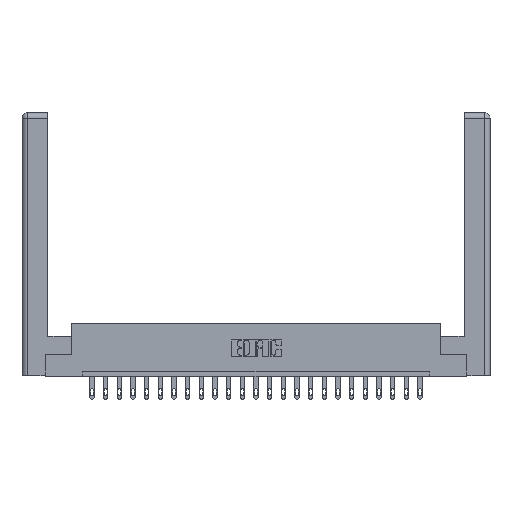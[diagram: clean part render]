
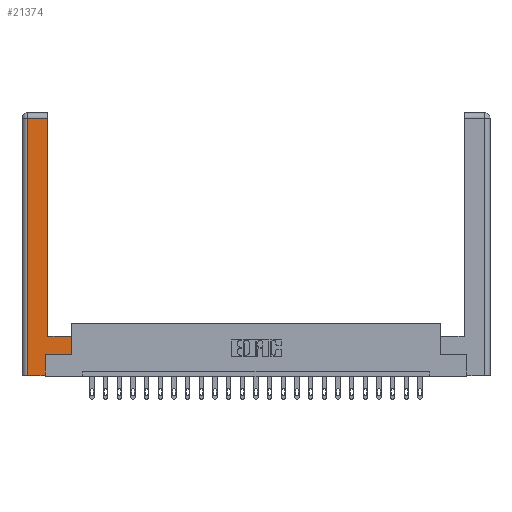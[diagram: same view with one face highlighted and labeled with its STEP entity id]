
A CAD part, top view. The second image highlights one B-rep face of the part: STEP entity #21374.
In plain terms, the highlighted planar face has unit normal (0, 0, 1).
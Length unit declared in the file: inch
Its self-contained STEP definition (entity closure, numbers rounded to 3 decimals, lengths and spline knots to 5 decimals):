
#14 = CARTESIAN_POINT ( 'NONE',  ( 0.565, 0.45, 0. ) ) ;
#723 = CARTESIAN_POINT ( 'NONE',  ( 0.565, 0.245, 0. ) ) ;
#1492 = AXIS2_PLACEMENT_3D ( 'NONE', #12072, #12400, #17639 ) ;
#1899 = DIRECTION ( 'NONE',  ( -1., 0., 0. ) ) ;
#3349 = ORIENTED_EDGE ( 'NONE', *, *, #19164, .T. ) ;
#3685 = VERTEX_POINT ( 'NONE', #8910 ) ;
#4261 = VERTEX_POINT ( 'NONE', #8080 ) ;
#4411 = CARTESIAN_POINT ( 'NONE',  ( 0.295, 3., 0. ) ) ;
#5016 = LINE ( 'NONE', #8922, #18286 ) ;
#5171 = ORIENTED_EDGE ( 'NONE', *, *, #10199, .T. ) ;
#5375 = EDGE_CURVE ( 'NONE', #15738, #3685, #19330, .T. ) ;
#5477 = VECTOR ( 'NONE', #23122, 39.37008 ) ;
#6045 = CARTESIAN_POINT ( 'NONE',  ( 0.0615, 2.94, 0. ) ) ;
#6207 = DIRECTION ( 'NONE',  ( 0., 1., 0. ) ) ;
#6623 = VECTOR ( 'NONE', #6207, 39.37008 ) ;
#6689 = CARTESIAN_POINT ( 'NONE',  ( 0.0615, 0., 0. ) ) ;
#7023 = CARTESIAN_POINT ( 'NONE',  ( 0.265, 0.245, 0. ) ) ;
#7868 = VERTEX_POINT ( 'NONE', #6689 ) ;
#7997 = VECTOR ( 'NONE', #18204, 39.37008 ) ;
#8080 = CARTESIAN_POINT ( 'NONE',  ( 0.565, 0.45, 0. ) ) ;
#8910 = CARTESIAN_POINT ( 'NONE',  ( 0.295, 2.94, 0. ) ) ;
#8922 = CARTESIAN_POINT ( 'NONE',  ( 0.0615, 2.94, 0. ) ) ;
#9112 = DIRECTION ( 'NONE',  ( 0., -1., 0. ) ) ;
#9226 = VERTEX_POINT ( 'NONE', #12304 ) ;
#9739 = CARTESIAN_POINT ( 'NONE',  ( 0.295, 0.45, 0. ) ) ;
#10199 = EDGE_CURVE ( 'NONE', #9226, #17351, #11375, .T. ) ;
#10846 = EDGE_CURVE ( 'NONE', #4261, #15738, #19233, .T. ) ;
#10862 = CARTESIAN_POINT ( 'NONE',  ( 0.0615, 0., 0. ) ) ;
#10901 = ORIENTED_EDGE ( 'NONE', *, *, #22165, .T. ) ;
#11031 = CARTESIAN_POINT ( 'NONE',  ( 0.265, 0., 0. ) ) ;
#11375 = LINE ( 'NONE', #17758, #5477 ) ;
#12072 = CARTESIAN_POINT ( 'NONE',  ( 0., 0., 0. ) ) ;
#12138 = FACE_OUTER_BOUND ( 'NONE', #19149, .T. ) ;
#12202 = VERTEX_POINT ( 'NONE', #11031 ) ;
#12304 = CARTESIAN_POINT ( 'NONE',  ( 0.265, 0.245, 0. ) ) ;
#12400 = DIRECTION ( 'NONE',  ( 0., 0., -1. ) ) ;
#12771 = VERTEX_POINT ( 'NONE', #6045 ) ;
#12820 = LINE ( 'NONE', #22686, #22995 ) ;
#14521 = DIRECTION ( 'NONE',  ( 0., 1., 0. ) ) ;
#14730 = VECTOR ( 'NONE', #17010, 39.37008 ) ;
#15324 = LINE ( 'NONE', #10862, #16748 ) ;
#15738 = VERTEX_POINT ( 'NONE', #21477 ) ;
#15850 = EDGE_CURVE ( 'NONE', #12202, #9226, #20606, .T. ) ;
#16057 = PLANE ( 'NONE',  #1492 ) ;
#16148 = ORIENTED_EDGE ( 'NONE', *, *, #5375, .T. ) ;
#16288 = ORIENTED_EDGE ( 'NONE', *, *, #15850, .T. ) ;
#16748 = VECTOR ( 'NONE', #9112, 39.37008 ) ;
#17010 = DIRECTION ( 'NONE',  ( -1., 0., 0. ) ) ;
#17351 = VERTEX_POINT ( 'NONE', #723 ) ;
#17639 = DIRECTION ( 'NONE',  ( -1., 0., 0. ) ) ;
#17758 = CARTESIAN_POINT ( 'NONE',  ( 0.565, 0.245, 0. ) ) ;
#17865 = EDGE_CURVE ( 'NONE', #3685, #12771, #5016, .T. ) ;
#18204 = DIRECTION ( 'NONE',  ( 0., 1., 0. ) ) ;
#18286 = VECTOR ( 'NONE', #1899, 39.37008 ) ;
#18959 = DIRECTION ( 'NONE',  ( 1., 0., 0. ) ) ;
#19149 = EDGE_LOOP ( 'NONE', ( #16148, #20535, #22433, #3349, #16288, #5171, #10901, #20555 ) ) ;
#19164 = EDGE_CURVE ( 'NONE', #7868, #12202, #12820, .T. ) ;
#19233 = LINE ( 'NONE', #9739, #14730 ) ;
#19330 = LINE ( 'NONE', #4411, #6623 ) ;
#19911 = LINE ( 'NONE', #14, #7997 ) ;
#20535 = ORIENTED_EDGE ( 'NONE', *, *, #17865, .T. ) ;
#20555 = ORIENTED_EDGE ( 'NONE', *, *, #10846, .T. ) ;
#20606 = LINE ( 'NONE', #7023, #22322 ) ;
#21374 = ADVANCED_FACE ( 'NONE', ( #12138 ), #16057, .F. ) ;
#21477 = CARTESIAN_POINT ( 'NONE',  ( 0.295, 0.45, 0. ) ) ;
#22165 = EDGE_CURVE ( 'NONE', #17351, #4261, #19911, .T. ) ;
#22322 = VECTOR ( 'NONE', #14521, 39.37008 ) ;
#22433 = ORIENTED_EDGE ( 'NONE', *, *, #22501, .T. ) ;
#22501 = EDGE_CURVE ( 'NONE', #12771, #7868, #15324, .T. ) ;
#22686 = CARTESIAN_POINT ( 'NONE',  ( 0.265, 0., 0. ) ) ;
#22995 = VECTOR ( 'NONE', #18959, 39.37008 ) ;
#23122 = DIRECTION ( 'NONE',  ( 1., 0., 0. ) ) ;
